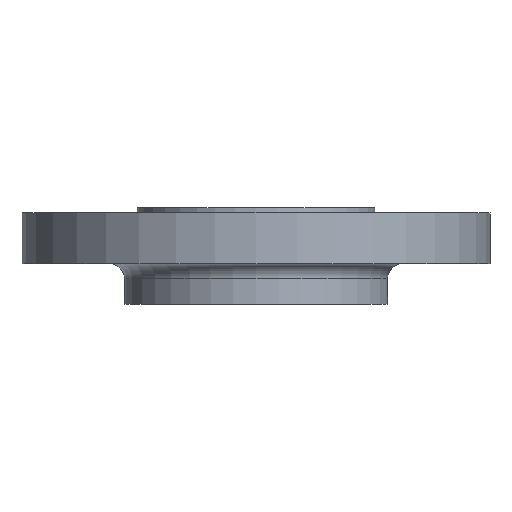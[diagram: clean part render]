
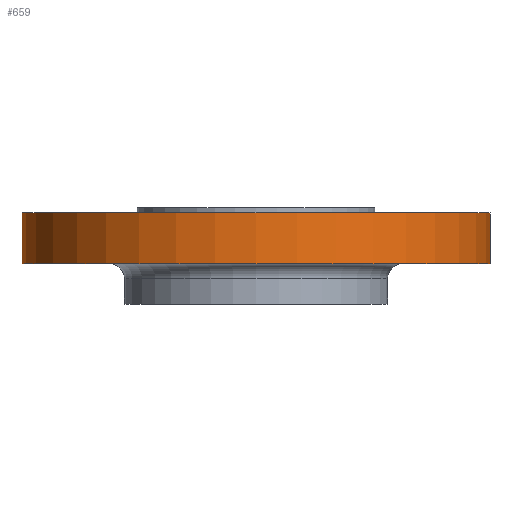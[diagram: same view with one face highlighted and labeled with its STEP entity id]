
A CAD part, front view. The second image highlights one B-rep face of the part: STEP entity #659.
In plain terms, the highlighted cylindrical face has radius 92.5 mm (diameter 185 mm), a partial arc.
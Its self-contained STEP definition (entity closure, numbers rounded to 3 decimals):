
#36 = AXIS2_PLACEMENT_3D ( 'NONE', #460, #458, #457 ) ;
#54 = EDGE_CURVE ( 'NONE', #674, #811, #1117, .T. ) ;
#80 = AXIS2_PLACEMENT_3D ( 'NONE', #107, #109, #110 ) ;
#107 = CARTESIAN_POINT ( 'NONE',  ( 0., 0., -22. ) ) ;
#108 = AXIS2_PLACEMENT_3D ( 'NONE', #322, #321, #320 ) ;
#109 = DIRECTION ( 'NONE',  ( 0., 0., 1. ) ) ;
#110 = DIRECTION ( 'NONE',  ( 1., 0., 0. ) ) ;
#114 = CARTESIAN_POINT ( 'NONE',  ( 92.5, 0., -2. ) ) ;
#153 = CARTESIAN_POINT ( 'NONE',  ( 92.5, 0., -22. ) ) ;
#186 = LINE ( 'NONE', #187, #212 ) ;
#187 = CARTESIAN_POINT ( 'NONE',  ( 92.5, 0., -62. ) ) ;
#212 = VECTOR ( 'NONE', #504, 1000. ) ;
#216 = CARTESIAN_POINT ( 'NONE',  ( -92.5, 0., -2. ) ) ;
#285 = CIRCLE ( 'NONE', #36, 92.5 ) ;
#310 = CARTESIAN_POINT ( 'NONE',  ( -92.5, 0., -22. ) ) ;
#320 = DIRECTION ( 'NONE',  ( 1., 0., 0. ) ) ;
#321 = DIRECTION ( 'NONE',  ( 0., 0., 1. ) ) ;
#322 = CARTESIAN_POINT ( 'NONE',  ( 0., 0., -62. ) ) ;
#325 = CYLINDRICAL_SURFACE ( 'NONE', #108, 92.5 ) ;
#326 = FACE_OUTER_BOUND ( 'NONE', #670, .T. ) ;
#339 = EDGE_CURVE ( 'NONE', #857, #898, #186, .T. ) ;
#439 = VECTOR ( 'NONE', #1120, 1000. ) ;
#446 = EDGE_CURVE ( 'NONE', #898, #811, #285, .T. ) ;
#457 = DIRECTION ( 'NONE',  ( -1., 0., 0. ) ) ;
#458 = DIRECTION ( 'NONE',  ( 0., 0., -1. ) ) ;
#460 = CARTESIAN_POINT ( 'NONE',  ( 0., 0., -2. ) ) ;
#504 = DIRECTION ( 'NONE',  ( 0., 0., 1. ) ) ;
#649 = CIRCLE ( 'NONE', #80, 92.5 ) ;
#659 = ADVANCED_FACE ( 'NONE', ( #326 ), #325, .T. ) ;
#670 = EDGE_LOOP ( 'NONE', ( #792, #803, #805, #808 ) ) ;
#674 = VERTEX_POINT ( 'NONE', #310 ) ;
#792 = ORIENTED_EDGE ( 'NONE', *, *, #54, .F. ) ;
#803 = ORIENTED_EDGE ( 'NONE', *, *, #933, .T. ) ;
#805 = ORIENTED_EDGE ( 'NONE', *, *, #339, .T. ) ;
#808 = ORIENTED_EDGE ( 'NONE', *, *, #446, .T. ) ;
#811 = VERTEX_POINT ( 'NONE', #216 ) ;
#857 = VERTEX_POINT ( 'NONE', #153 ) ;
#898 = VERTEX_POINT ( 'NONE', #114 ) ;
#933 = EDGE_CURVE ( 'NONE', #674, #857, #649, .T. ) ;
#1117 = LINE ( 'NONE', #1119, #439 ) ;
#1119 = CARTESIAN_POINT ( 'NONE',  ( -92.5, 0., -62. ) ) ;
#1120 = DIRECTION ( 'NONE',  ( 0., 0., 1. ) ) ;
